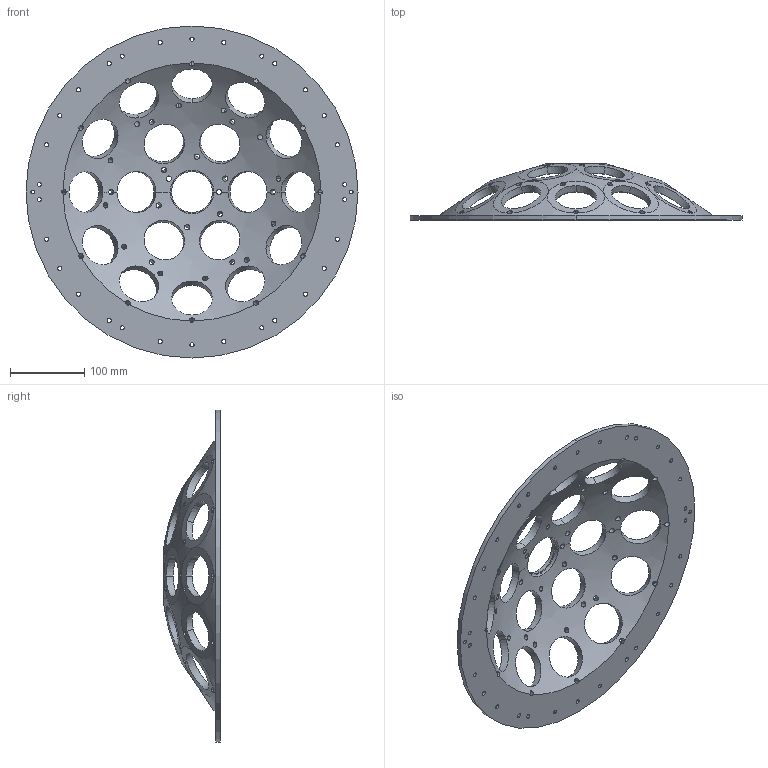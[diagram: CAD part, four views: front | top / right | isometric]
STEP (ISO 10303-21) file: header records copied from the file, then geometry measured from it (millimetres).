
FILE_DESCRIPTION (( 'STEP AP214' ), '1' );
FILE_NAME ('Shubham Matrix Improved_4.1-03.STEP', '2022-08-26T19:14:10', ( '' ), ( '' ), 'SwSTEP 2.0', 'SolidWorks 2021', '' );
FILE_SCHEMA (( 'AUTOMOTIVE_DESIGN' ));
Length unit declared in the file: millimetre
Products named in the file (1): Shubham Matrix Improved_4.1-03
Bounding box: 446 x 75.86 x 446 mm (x, y, z)
Volume: 1074531.8 mm3; surface area: 301955 mm2
Topology: 1 solids, 1 shells, 426 faces, 1349 edges, 892 vertices
Faces by surface type: cylinder 182, plane 144, bspline 92, sphere 6, torus 2
Entity records: 19440 total; most frequent: CARTESIAN_POINT 7751, ORIENTED_EDGE 2698, DIRECTION 2042, EDGE_CURVE 1349, VERTEX_POINT 892, AXIS2_PLACEMENT_3D 713, LINE 616, VECTOR 616
